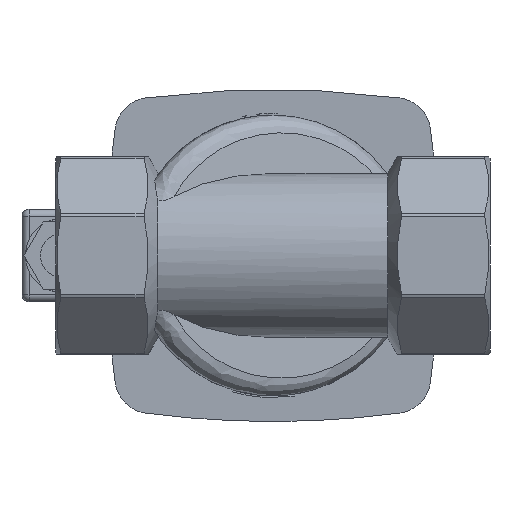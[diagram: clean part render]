
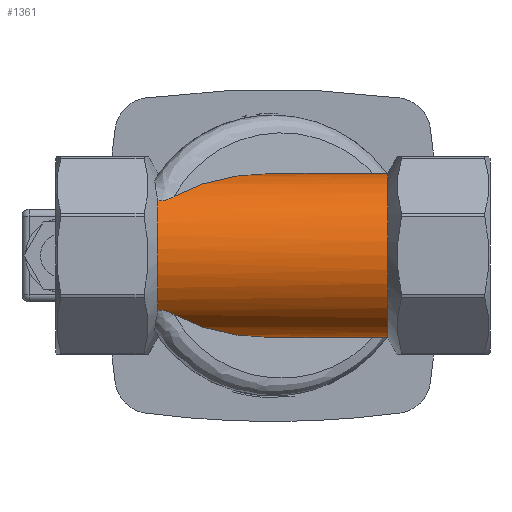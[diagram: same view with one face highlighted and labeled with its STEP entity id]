
A CAD part, front view. The second image highlights one B-rep face of the part: STEP entity #1361.
In plain terms, the highlighted cylindrical face has radius 23.25 mm (diameter 46.5 mm), a partial arc.
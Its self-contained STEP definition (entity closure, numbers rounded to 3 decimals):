
#96 = CARTESIAN_POINT ( 'NONE',  ( 30.666, -17.311, 15.521 ) ) ;
#237 = CARTESIAN_POINT ( 'NONE',  ( 0., 0., 0. ) ) ;
#841 = CARTESIAN_POINT ( 'NONE',  ( 31.827, -16.974, 15.89 ) ) ;
#1184 = CARTESIAN_POINT ( 'NONE',  ( 29.201, -17.343, -15.485 ) ) ;
#1361 = ADVANCED_FACE ( 'NONE', ( #5115 ), #1663, .T. ) ;
#1370 = VERTEX_POINT ( 'NONE', #6342 ) ;
#1397 = CARTESIAN_POINT ( 'NONE',  ( 94., 0., -23.25 ) ) ;
#1425 = ORIENTED_EDGE ( 'NONE', *, *, #9064, .F. ) ;
#1498 = VERTEX_POINT ( 'NONE', #6415 ) ;
#1581 = CARTESIAN_POINT ( 'NONE',  ( 32.882, -16.506, 16.376 ) ) ;
#1663 = CYLINDRICAL_SURFACE ( 'NONE', #6275, 23.25 ) ;
#1940 = DIRECTION ( 'NONE',  ( 0., 0., 1. ) ) ;
#2340 = CARTESIAN_POINT ( 'NONE',  ( 33.218, -16.329, 16.553 ) ) ;
#2466 = VERTEX_POINT ( 'NONE', #7875 ) ;
#2472 = LINE ( 'NONE', #7345, #6805 ) ;
#2540 = CARTESIAN_POINT ( 'NONE',  ( 30.661, -17.312, -15.52 ) ) ;
#2596 = DIRECTION ( 'NONE',  ( -1., 0., 0. ) ) ;
#2648 = EDGE_CURVE ( 'NONE', #1498, #8657, #5859, .T. ) ;
#2839 = EDGE_CURVE ( 'NONE', #8017, #1498, #3718, .T. ) ;
#2929 = VERTEX_POINT ( 'NONE', #5448 ) ;
#3029 = VECTOR ( 'NONE', #2596, 1000. ) ;
#3049 = CARTESIAN_POINT ( 'NONE',  ( 29., -17.296, 15.537 ) ) ;
#3126 = CARTESIAN_POINT ( 'NONE',  ( 32.88, -16.507, -16.375 ) ) ;
#3146 = VERTEX_POINT ( 'NONE', #3351 ) ;
#3159 = CARTESIAN_POINT ( 'NONE',  ( 33.217, -16.329, -16.553 ) ) ;
#3351 = CARTESIAN_POINT ( 'NONE',  ( 94., 0., 23.25 ) ) ;
#3419 = CARTESIAN_POINT ( 'NONE',  ( 33.545, -16.14, -16.735 ) ) ;
#3439 = DIRECTION ( 'NONE',  ( -1., 0., 0. ) ) ;
#3479 = ORIENTED_EDGE ( 'NONE', *, *, #2839, .F. ) ;
#3492 = CARTESIAN_POINT ( 'NONE',  ( 61.5, 0., 23.25 ) ) ;
#3718 = LINE ( 'NONE', #7789, #3029 ) ;
#3771 = DIRECTION ( 'NONE',  ( -1., 0., 0. ) ) ;
#3783 = CARTESIAN_POINT ( 'NONE',  ( 29.411, -17.369, 15.455 ) ) ;
#3865 = CARTESIAN_POINT ( 'NONE',  ( 61.5, 0., -23.25 ) ) ;
#3943 = DIRECTION ( 'NONE',  ( 0., 0., 1. ) ) ;
#3997 = B_SPLINE_CURVE_WITH_KNOTS ( 'NONE', 3,
 ( #8598, #1184, #5363, #4744, #5428, #2540, #7018, #6887, #9265, #3126, #3159, #6102 ),
 .UNSPECIFIED., .F., .F.,
 ( 4, 2, 2, 2, 2, 4 ),
 ( 0., 0.001, 0.001, 0.003, 0.004, 0.005 ),
 .UNSPECIFIED. ) ;
#4023 = ORIENTED_EDGE ( 'NONE', *, *, #6965, .T. ) ;
#4153 = CARTESIAN_POINT ( 'NONE',  ( 29., 0., 0. ) ) ;
#4214 = CARTESIAN_POINT ( 'NONE',  ( 41.147, -11.751, 20.968 ) ) ;
#4514 = CARTESIAN_POINT ( 'NONE',  ( 30.04, -17.378, 15.446 ) ) ;
#4744 = CARTESIAN_POINT ( 'NONE',  ( 29.827, -17.387, -15.436 ) ) ;
#5115 = FACE_OUTER_BOUND ( 'NONE', #8537, .T. ) ;
#5173 = AXIS2_PLACEMENT_3D ( 'NONE', #4153, #3439, #8618 ) ;
#5248 = CARTESIAN_POINT ( 'NONE',  ( 31.065, -17.216, 15.628 ) ) ;
#5289 = ORIENTED_EDGE ( 'NONE', *, *, #7181, .F. ) ;
#5363 = CARTESIAN_POINT ( 'NONE',  ( 29.407, -17.369, -15.456 ) ) ;
#5428 = CARTESIAN_POINT ( 'NONE',  ( 30.04, -17.378, -15.446 ) ) ;
#5437 = VERTEX_POINT ( 'NONE', #6455 ) ;
#5448 = CARTESIAN_POINT ( 'NONE',  ( 61.5, 0., 23.25 ) ) ;
#5452 = ORIENTED_EDGE ( 'NONE', *, *, #6044, .T. ) ;
#5595 = DIRECTION ( 'NONE',  ( -1., 0., 0. ) ) ;
#5859 =( BOUNDED_CURVE ( )  B_SPLINE_CURVE ( 3, ( #3865, #6808, #7142, #8258 ),
 .UNSPECIFIED., .F., .T. ) 
 B_SPLINE_CURVE_WITH_KNOTS ( ( 4, 4 ),
 ( 4.712, 5.48 ),
 .UNSPECIFIED. ) 
 CURVE ( )  GEOMETRIC_REPRESENTATION_ITEM ( )  RATIONAL_B_SPLINE_CURVE ( ( 1., 0.952, 0.952, 1. ) ) 
 REPRESENTATION_ITEM ( '' )  );
#6020 = CARTESIAN_POINT ( 'NONE',  ( 32.187, -16.828, 16.045 ) ) ;
#6044 = EDGE_CURVE ( 'NONE', #1370, #2466, #9607, .T. ) ;
#6102 = CARTESIAN_POINT ( 'NONE',  ( 33.545, -16.14, -16.735 ) ) ;
#6103 =( BOUNDED_CURVE ( )  B_SPLINE_CURVE ( 3, ( #9409, #4214, #8671, #3492 ),
 .UNSPECIFIED., .F., .F. ) 
 B_SPLINE_CURVE_WITH_KNOTS ( ( 4, 4 ),
 ( 0.804, 1.571 ),
 .UNSPECIFIED. ) 
 CURVE ( )  GEOMETRIC_REPRESENTATION_ITEM ( )  RATIONAL_B_SPLINE_CURVE ( ( 1., 0.952, 0.952, 1. ) ) 
 REPRESENTATION_ITEM ( '' )  );
#6208 = CIRCLE ( 'NONE', #6557, 23.25 ) ;
#6275 = AXIS2_PLACEMENT_3D ( 'NONE', #237, #3771, #3943 ) ;
#6342 = CARTESIAN_POINT ( 'NONE',  ( 33.545, -16.14, 16.735 ) ) ;
#6415 = CARTESIAN_POINT ( 'NONE',  ( 61.5, 0., -23.25 ) ) ;
#6416 = EDGE_CURVE ( 'NONE', #3146, #2929, #2472, .T. ) ;
#6455 = CARTESIAN_POINT ( 'NONE',  ( 29., -17.296, -15.537 ) ) ;
#6550 = ORIENTED_EDGE ( 'NONE', *, *, #6927, .T. ) ;
#6557 = AXIS2_PLACEMENT_3D ( 'NONE', #8499, #5595, #1940 ) ;
#6585 = DIRECTION ( 'NONE',  ( -1., 0., 0. ) ) ;
#6805 = VECTOR ( 'NONE', #6585, 1000. ) ;
#6808 = CARTESIAN_POINT ( 'NONE',  ( 50.94, -6.097, -23.25 ) ) ;
#6887 = CARTESIAN_POINT ( 'NONE',  ( 31.821, -16.976, -15.888 ) ) ;
#6927 = EDGE_CURVE ( 'NONE', #8017, #3146, #6208, .T. ) ;
#6965 = EDGE_CURVE ( 'NONE', #5437, #8657, #3997, .T. ) ;
#7018 = CARTESIAN_POINT ( 'NONE',  ( 31.063, -17.216, -15.627 ) ) ;
#7142 = CARTESIAN_POINT ( 'NONE',  ( 41.147, -11.751, -20.968 ) ) ;
#7181 = EDGE_CURVE ( 'NONE', #1370, #2929, #6103, .T. ) ;
#7345 = CARTESIAN_POINT ( 'NONE',  ( 0., 0., 23.25 ) ) ;
#7464 = CIRCLE ( 'NONE', #5173, 23.25 ) ;
#7533 = CARTESIAN_POINT ( 'NONE',  ( 33.545, -16.14, 16.735 ) ) ;
#7789 = CARTESIAN_POINT ( 'NONE',  ( 0., 0., -23.25 ) ) ;
#7875 = CARTESIAN_POINT ( 'NONE',  ( 29., -17.296, 15.537 ) ) ;
#8017 = VERTEX_POINT ( 'NONE', #1397 ) ;
#8208 = ORIENTED_EDGE ( 'NONE', *, *, #6416, .T. ) ;
#8230 = CARTESIAN_POINT ( 'NONE',  ( 29.201, -17.343, 15.485 ) ) ;
#8258 = CARTESIAN_POINT ( 'NONE',  ( 33.545, -16.14, -16.735 ) ) ;
#8499 = CARTESIAN_POINT ( 'NONE',  ( 94., 0., 0. ) ) ;
#8537 = EDGE_LOOP ( 'NONE', ( #3479, #6550, #8208, #5289, #5452, #1425, #4023, #8877 ) ) ;
#8598 = CARTESIAN_POINT ( 'NONE',  ( 29., -17.296, -15.537 ) ) ;
#8618 = DIRECTION ( 'NONE',  ( 0., 0., 1. ) ) ;
#8657 = VERTEX_POINT ( 'NONE', #3419 ) ;
#8671 = CARTESIAN_POINT ( 'NONE',  ( 50.94, -6.097, 23.25 ) ) ;
#8877 = ORIENTED_EDGE ( 'NONE', *, *, #2648, .F. ) ;
#8963 = CARTESIAN_POINT ( 'NONE',  ( 29.83, -17.387, 15.436 ) ) ;
#9064 = EDGE_CURVE ( 'NONE', #5437, #2466, #7464, .T. ) ;
#9265 = CARTESIAN_POINT ( 'NONE',  ( 32.181, -16.83, -16.042 ) ) ;
#9409 = CARTESIAN_POINT ( 'NONE',  ( 33.545, -16.14, 16.735 ) ) ;
#9607 = B_SPLINE_CURVE_WITH_KNOTS ( 'NONE', 3,
 ( #7533, #2340, #1581, #6020, #841, #5248, #96, #4514, #8963, #3783, #8230, #3049 ),
 .UNSPECIFIED., .F., .F.,
 ( 4, 2, 2, 2, 2, 4 ),
 ( 0., 0.001, 0.003, 0.004, 0.004, 0.005 ),
 .UNSPECIFIED. ) ;
